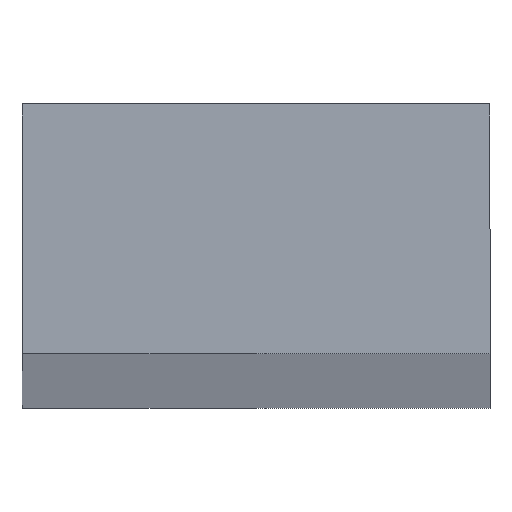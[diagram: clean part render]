
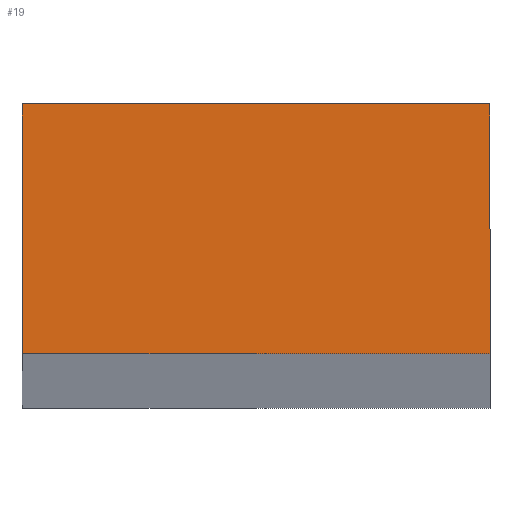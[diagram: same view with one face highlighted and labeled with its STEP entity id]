
A CAD part, top view. The second image highlights one B-rep face of the part: STEP entity #19.
In plain terms, the highlighted planar face has unit normal (0, 0, 1).
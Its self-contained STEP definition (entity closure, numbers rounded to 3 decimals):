
#15 = EDGE_CURVE ( 'NONE', #182, #230, #122, .T. ) ;
#19 = ADVANCED_FACE ( 'NONE', ( #48 ), #143, .T. ) ;
#22 = EDGE_CURVE ( 'NONE', #213, #182, #158, .T. ) ;
#27 = EDGE_CURVE ( 'NONE', #237, #213, #166, .T. ) ;
#33 = EDGE_CURVE ( 'NONE', #230, #237, #229, .T. ) ;
#48 = FACE_OUTER_BOUND ( 'NONE', #110, .T. ) ;
#51 = VECTOR ( 'NONE', #160, 1000. ) ;
#59 = AXIS2_PLACEMENT_3D ( 'NONE', #145, #146, #147 ) ;
#62 = VECTOR ( 'NONE', #163, 1000. ) ;
#78 = VECTOR ( 'NONE', #101, 1000. ) ;
#89 = VECTOR ( 'NONE', #126, 1000. ) ;
#94 = ORIENTED_EDGE ( 'NONE', *, *, #33, .T. ) ;
#97 = ORIENTED_EDGE ( 'NONE', *, *, #15, .T. ) ;
#101 = DIRECTION ( 'NONE',  ( 1., 0., 0. ) ) ;
#108 = ORIENTED_EDGE ( 'NONE', *, *, #27, .T. ) ;
#109 = CARTESIAN_POINT ( 'NONE',  ( -7.5, 4., 500. ) ) ;
#110 = EDGE_LOOP ( 'NONE', ( #97, #94, #108, #211 ) ) ;
#122 = LINE ( 'NONE', #125, #89 ) ;
#125 = CARTESIAN_POINT ( 'NONE',  ( -7.5, 4., 500. ) ) ;
#126 = DIRECTION ( 'NONE',  ( 0., -1., 0. ) ) ;
#143 = PLANE ( 'NONE',  #59 ) ;
#145 = CARTESIAN_POINT ( 'NONE',  ( 0., 0., 500. ) ) ;
#146 = DIRECTION ( 'NONE',  ( 0., 0., 1. ) ) ;
#147 = DIRECTION ( 'NONE',  ( 1., 0., 0. ) ) ;
#158 = LINE ( 'NONE', #159, #51 ) ;
#159 = CARTESIAN_POINT ( 'NONE',  ( -7.5, 4., 500. ) ) ;
#160 = DIRECTION ( 'NONE',  ( -1., 0., 0. ) ) ;
#163 = DIRECTION ( 'NONE',  ( 0., 1., 0. ) ) ;
#166 = LINE ( 'NONE', #167, #62 ) ;
#167 = CARTESIAN_POINT ( 'NONE',  ( 7.5, 4., 500. ) ) ;
#182 = VERTEX_POINT ( 'NONE', #109 ) ;
#211 = ORIENTED_EDGE ( 'NONE', *, *, #22, .T. ) ;
#213 = VERTEX_POINT ( 'NONE', #225 ) ;
#220 = CARTESIAN_POINT ( 'NONE',  ( -7.5, -4., 500. ) ) ;
#225 = CARTESIAN_POINT ( 'NONE',  ( 7.5, 4., 500. ) ) ;
#229 = LINE ( 'NONE', #220, #78 ) ;
#230 = VERTEX_POINT ( 'NONE', #233 ) ;
#233 = CARTESIAN_POINT ( 'NONE',  ( -7.5, -4., 500. ) ) ;
#234 = CARTESIAN_POINT ( 'NONE',  ( 7.5, -4., 500. ) ) ;
#237 = VERTEX_POINT ( 'NONE', #234 ) ;
